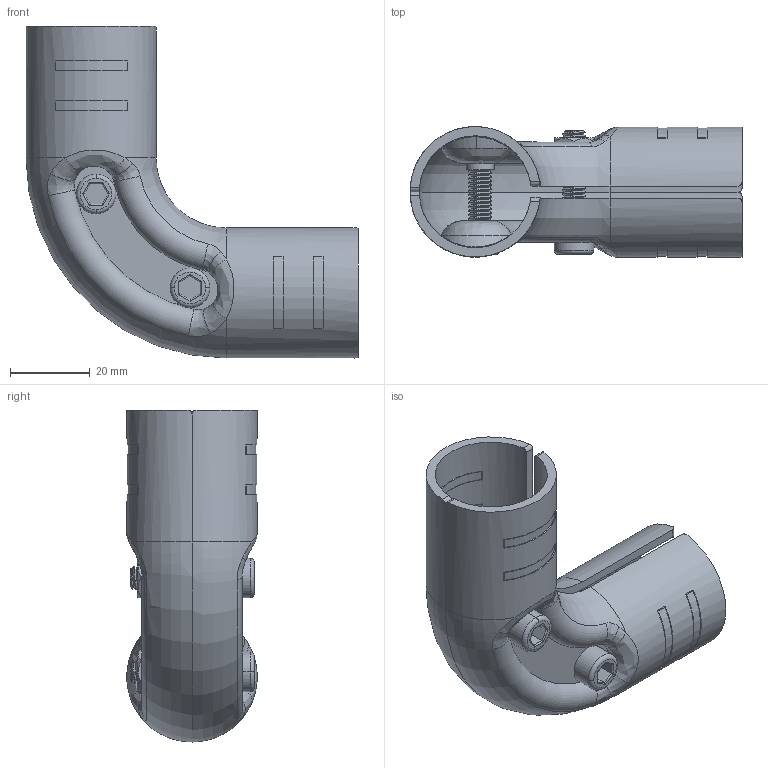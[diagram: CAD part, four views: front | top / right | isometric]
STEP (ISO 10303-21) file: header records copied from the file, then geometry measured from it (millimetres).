
FILE_DESCRIPTION (( 'STEP AP214' ), '1' );
FILE_NAME ('B311 Ñîåäèíèòåëü òðóáíûé, Ô28, 17B.STEP', '2023-11-10T08:34:12', ( '' ), ( '' ), 'SwSTEP 2.0', 'SolidWorks 2022', '' );
FILE_SCHEMA (( 'AUTOMOTIVE_DESIGN' ));
Length unit declared in the file: millimetre
Products named in the file (1): B311 Соединитель трубный, Ф28, 17B
Bounding box: 83 x 32.59 x 83 mm (x, y, z)
Volume: 29450.8 mm3; surface area: 27411.9 mm2
Topology: 6 solids, 6 shells, 384 faces, 998 edges, 644 vertices
Faces by surface type: cylinder 164, plane 120, bspline 52, cone 28, torus 20
Entity records: 28745 total; most frequent: CARTESIAN_POINT 15771, ORIENTED_EDGE 1996, DIRECTION 1510, EDGE_CURVE 998, VERTEX_POINT 644, AXIS2_PLACEMENT_3D 567, EDGE_LOOP 414, UNCERTAINTY_MEASURE_WITH_UNIT 392
